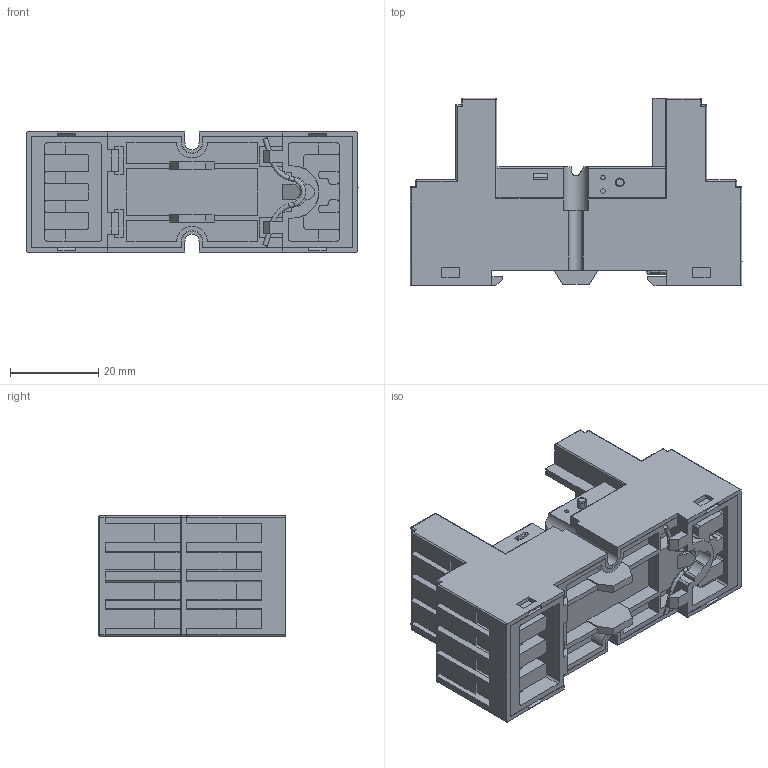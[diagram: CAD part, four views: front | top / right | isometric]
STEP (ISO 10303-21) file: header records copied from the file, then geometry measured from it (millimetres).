
FILE_DESCRIPTION (( 'STEP AP203' ), '1' );
FILE_NAME ('CST-S14F2-3D.STEP', '2024-09-05T05:35:38', ( '' ), ( '' ), 'SwSTEP 2.0', 'SolidWorks 2013', '' );
FILE_SCHEMA (( 'CONFIG_CONTROL_DESIGN' ));
Length unit declared in the file: millimetre
Products named in the file (1): CST-S14F2-3D
Bounding box: 75.2 x 42.4 x 27.2 mm (x, y, z)
Volume: 47457.9 mm3; surface area: 18947.2 mm2
Topology: 1 solids, 1 shells, 1117 faces, 2963 edges, 1891 vertices
Faces by surface type: plane 788, cylinder 207, cone 88, bspline 30, torus 4
Entity records: 34883 total; most frequent: CARTESIAN_POINT 7303, ORIENTED_EDGE 5906, DIRECTION 5551, EDGE_CURVE 2953, LINE 2063, VECTOR 2063, VERTEX_POINT 1891, AXIS2_PLACEMENT_3D 1744
